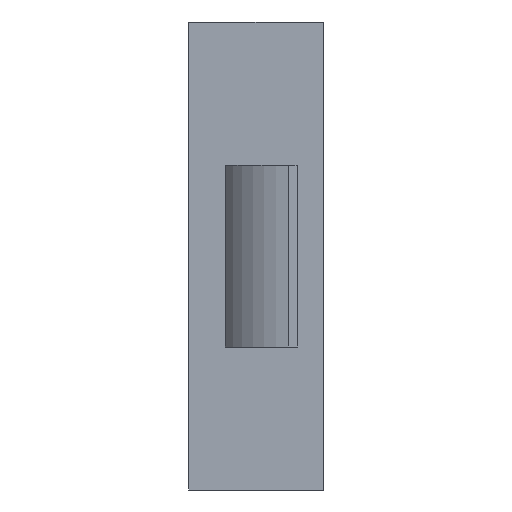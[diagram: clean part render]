
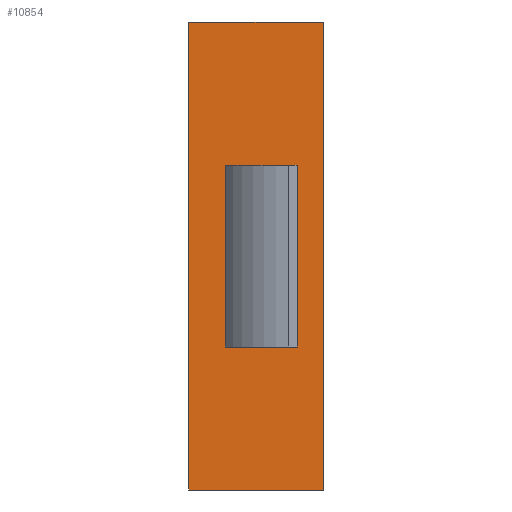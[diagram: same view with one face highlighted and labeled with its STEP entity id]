
A CAD part, left-side view. The second image highlights one B-rep face of the part: STEP entity #10854.
In plain terms, the highlighted free-form (B-spline) face has degree [1, 1] with [2, 2] control points.
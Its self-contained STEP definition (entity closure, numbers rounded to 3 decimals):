
#9721=CARTESIAN_POINT('',(-34.6,11.3,-10.5));
#9722=VERTEX_POINT('',#9721);
#9728=CARTESIAN_POINT('',(-34.6,3.0,-10.5));
#9729=VERTEX_POINT('',#9728);
#9730=CARTESIAN_POINT('',(-34.6,11.3,-10.5));
#9731=CARTESIAN_POINT('',(-34.6,3.0,-10.5));
#9732=QUASI_UNIFORM_CURVE('',1,(#9730,#9731),.UNSPECIFIED.,.F.,.U.);
#9733=EDGE_CURVE('',#9722,#9729,#9732,.T.);
#9751=CARTESIAN_POINT('',(-34.6,11.3,10.5));
#9752=VERTEX_POINT('',#9751);
#9753=CARTESIAN_POINT('',(-34.6,11.3,10.5));
#9754=CARTESIAN_POINT('',(-34.6,11.3,-10.5));
#9755=QUASI_UNIFORM_CURVE('',1,(#9753,#9754),.UNSPECIFIED.,.F.,.U.);
#9756=EDGE_CURVE('',#9752,#9722,#9755,.T.);
#9789=CARTESIAN_POINT('',(-34.6,3.0,10.5));
#9790=VERTEX_POINT('',#9789);
#9796=CARTESIAN_POINT('',(-34.6,3.0,10.5));
#9797=CARTESIAN_POINT('',(-34.6,11.3,10.5));
#9798=QUASI_UNIFORM_CURVE('',1,(#9796,#9797),.UNSPECIFIED.,.F.,.U.);
#9799=EDGE_CURVE('',#9790,#9752,#9798,.T.);
#9821=CARTESIAN_POINT('',(-34.6,3.0,-10.5));
#9822=CARTESIAN_POINT('',(-34.6,3.0,10.5));
#9823=QUASI_UNIFORM_CURVE('',1,(#9821,#9822),.UNSPECIFIED.,.F.,.U.);
#9824=EDGE_CURVE('',#9729,#9790,#9823,.T.);
#10345=CARTESIAN_POINT('',(-34.6,15.5,-27.0));
#10346=VERTEX_POINT('',#10345);
#10352=CARTESIAN_POINT('',(-34.6,15.5,27.));
#10353=VERTEX_POINT('',#10352);
#10354=CARTESIAN_POINT('',(-34.6,15.5,-27.0));
#10355=CARTESIAN_POINT('',(-34.6,15.5,27.));
#10356=QUASI_UNIFORM_CURVE('',1,(#10354,#10355),.UNSPECIFIED.,.F.,.U.);
#10357=EDGE_CURVE('',#10346,#10353,#10356,.T.);
#10686=CARTESIAN_POINT('',(-34.6,0.0,27.));
#10687=VERTEX_POINT('',#10686);
#10693=CARTESIAN_POINT('',(-34.6,0.0,-27.0));
#10694=VERTEX_POINT('',#10693);
#10695=CARTESIAN_POINT('',(-34.6,0.0,-27.0));
#10696=CARTESIAN_POINT('',(-34.6,0.0,27.));
#10697=QUASI_UNIFORM_CURVE('',1,(#10695,#10696),.UNSPECIFIED.,.F.,.U.);
#10698=EDGE_CURVE('',#10694,#10687,#10697,.T.);
#10825=CARTESIAN_POINT('',(-34.6,15.5,27.));
#10826=CARTESIAN_POINT('',(-34.6,0.0,27.));
#10827=QUASI_UNIFORM_CURVE('',1,(#10825,#10826),.UNSPECIFIED.,.F.,.U.);
#10828=EDGE_CURVE('',#10353,#10687,#10827,.T.);
#10833=CARTESIAN_POINT('',(-34.6,-0.774,29.698));
#10834=CARTESIAN_POINT('',(-34.6,-0.774,-29.697));
#10835=CARTESIAN_POINT('',(-34.6,16.274,29.698));
#10836=CARTESIAN_POINT('',(-34.6,16.274,-29.697));
#10837=B_SPLINE_SURFACE_WITH_KNOTS('',1,1,((#10833,#10835),(#10834,#10836)),.UNSPECIFIED.,.F.,.F.,.U.,(2,2),(2,2),(0.0,59.395),(0.0,17.048),.UNSPECIFIED.);
#10838=ORIENTED_EDGE('',*,*,#10698,.T.);
#10839=ORIENTED_EDGE('',*,*,#10828,.F.);
#10840=ORIENTED_EDGE('',*,*,#10357,.F.);
#10841=CARTESIAN_POINT('',(-34.6,15.5,-27.0));
#10842=CARTESIAN_POINT('',(-34.6,0.0,-27.0));
#10843=QUASI_UNIFORM_CURVE('',1,(#10841,#10842),.UNSPECIFIED.,.F.,.U.);
#10844=EDGE_CURVE('',#10346,#10694,#10843,.T.);
#10845=ORIENTED_EDGE('',*,*,#10844,.T.);
#10846=EDGE_LOOP('',(#10838,#10839,#10840,#10845));
#10847=FACE_OUTER_BOUND('',#10846,.T.);
#10848=ORIENTED_EDGE('',*,*,#9799,.F.);
#10849=ORIENTED_EDGE('',*,*,#9824,.F.);
#10850=ORIENTED_EDGE('',*,*,#9733,.F.);
#10851=ORIENTED_EDGE('',*,*,#9756,.F.);
#10852=EDGE_LOOP('',(#10848,#10849,#10850,#10851));
#10853=FACE_BOUND('',#10852,.T.);
#10854=ADVANCED_FACE('',(#10847,#10853),#10837,.F.);
